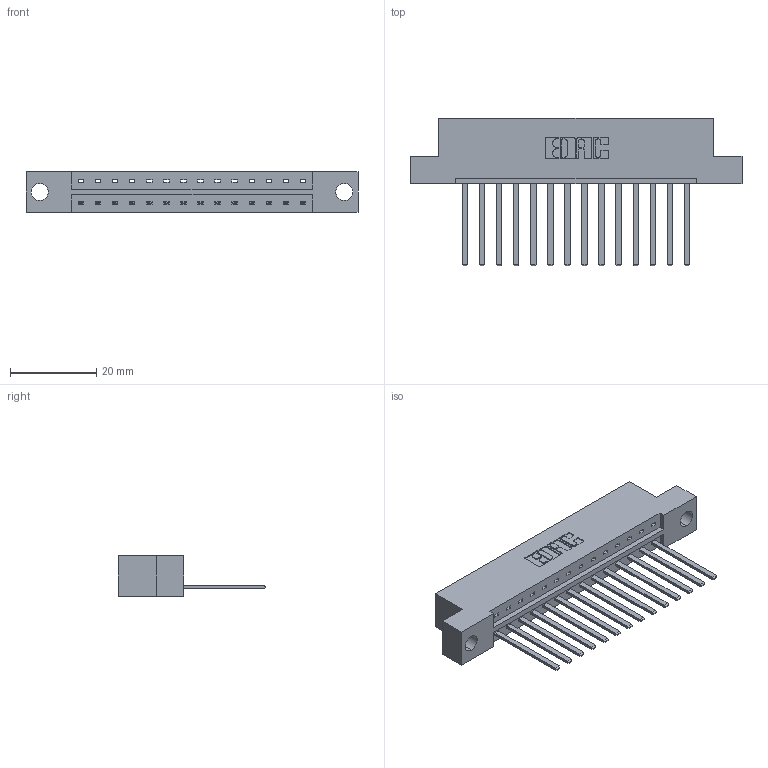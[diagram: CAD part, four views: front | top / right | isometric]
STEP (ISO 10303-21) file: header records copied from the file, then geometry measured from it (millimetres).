
FILE_DESCRIPTION (( 'STEP AP203' ), '1' );
FILE_NAME ('833-014-544-104.STEP', '2020-05-31T14:23:41', ( '' ), ( '' ), 'SwSTEP 2.0', 'SolidWorks 2020', '' );
FILE_SCHEMA (( 'CONFIG_CONTROL_DESIGN' ));
Length unit declared in the file: inch
Products named in the file (3): 833-014-544-104; 833 Part_Flush - .156 Dia - TH; 345-292-001_345-293-144
Assembly tree (15 placements, depth 2):
  833-014-544-104
    833 Part_Flush - .156 Dia - TH
    345-292-001_345-293-144  x14
Bounding box: 77.01 x 34.3 x 9.4 mm (x, y, z)
Volume: 7583.1 mm3; surface area: 8344.1 mm2
Topology: 15 solids, 15 shells, 842 faces, 2523 edges, 1662 vertices
Faces by surface type: plane 602, cylinder 240
Entity records: 11999 total; most frequent: CARTESIAN_POINT 2080, ORIENTED_EDGE 2030, DIRECTION 1807, EDGE_CURVE 1015, LINE 891, VECTOR 891, VERTEX_POINT 674, AXIS2_PLACEMENT_3D 458
